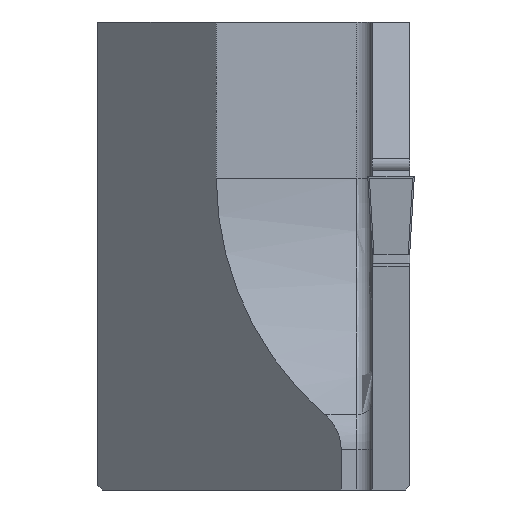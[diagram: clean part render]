
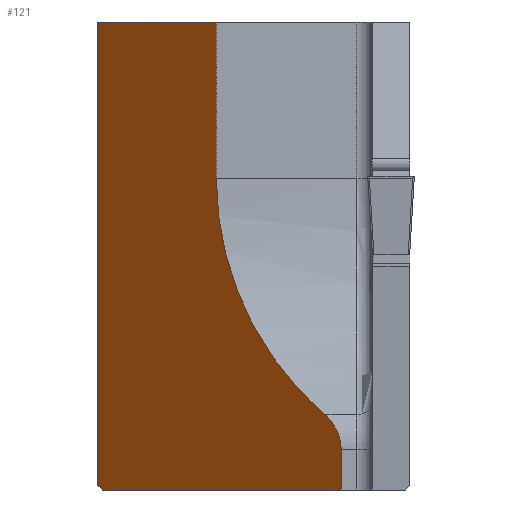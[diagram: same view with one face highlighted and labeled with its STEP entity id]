
A CAD part, left-side view. The second image highlights one B-rep face of the part: STEP entity #121.
In plain terms, the highlighted planar face has unit normal (-0.707, 0.707, 0).
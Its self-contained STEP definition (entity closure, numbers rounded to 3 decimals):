
#67=ELLIPSE('',#1311,4.243,3.);
#68=ELLIPSE('',#1314,28.284,20.);
#121=ADVANCED_FACE('',(#244),#185,.F.);
#185=PLANE('',#1328);
#244=FACE_OUTER_BOUND('',#314,.T.);
#314=EDGE_LOOP('',(#517,#518,#519,#520,#521,#522,#523,#524));
#517=ORIENTED_EDGE('',*,*,#914,.F.);
#518=ORIENTED_EDGE('',*,*,#855,.F.);
#519=ORIENTED_EDGE('',*,*,#869,.F.);
#520=ORIENTED_EDGE('',*,*,#863,.F.);
#521=ORIENTED_EDGE('',*,*,#889,.F.);
#522=ORIENTED_EDGE('',*,*,#916,.F.);
#523=ORIENTED_EDGE('',*,*,#908,.F.);
#524=ORIENTED_EDGE('',*,*,#912,.F.);
#742=VERTEX_POINT('',#1782);
#743=VERTEX_POINT('',#1784);
#749=VERTEX_POINT('',#1799);
#751=VERTEX_POINT('',#1802);
#769=VERTEX_POINT('',#1850);
#775=VERTEX_POINT('',#1888);
#776=VERTEX_POINT('',#1890);
#779=VERTEX_POINT('',#1897);
#855=EDGE_CURVE('',#742,#743,#1029,.T.);
#863=EDGE_CURVE('',#749,#751,#1036,.T.);
#869=EDGE_CURVE('',#751,#742,#1042,.T.);
#889=EDGE_CURVE('',#769,#749,#1060,.T.);
#908=EDGE_CURVE('',#775,#776,#67,.T.);
#912=EDGE_CURVE('',#779,#775,#68,.T.);
#914=EDGE_CURVE('',#743,#779,#1081,.T.);
#916=EDGE_CURVE('',#776,#769,#1083,.T.);
#1029=LINE('',#1783,#1161);
#1036=LINE('',#1801,#1168);
#1042=LINE('',#1813,#1174);
#1060=LINE('',#1851,#1192);
#1081=LINE('',#1901,#1213);
#1083=LINE('',#1904,#1215);
#1161=VECTOR('',#1420,1.);
#1168=VECTOR('',#1433,1.);
#1174=VECTOR('',#1443,1.);
#1192=VECTOR('',#1471,1.);
#1213=VECTOR('',#1530,1.);
#1215=VECTOR('',#1534,1.);
#1311=AXIS2_PLACEMENT_3D('',#1889,#1516,#1517);
#1314=AXIS2_PLACEMENT_3D('',#1898,#1524,#1525);
#1328=AXIS2_PLACEMENT_3D('',#1929,#1556,#1557);
#1420=DIRECTION('',(-0.707,-0.707,0.));
#1433=DIRECTION('',(0.577,0.577,0.577));
#1443=DIRECTION('',(0.,0.,1.));
#1471=DIRECTION('',(0.707,0.707,0.));
#1516=DIRECTION('',(0.707,-0.707,0.));
#1517=DIRECTION('',(-0.707,-0.707,0.));
#1524=DIRECTION('',(-0.707,0.707,0.));
#1525=DIRECTION('',(-0.707,-0.707,0.));
#1530=DIRECTION('',(0.,0.,-1.));
#1534=DIRECTION('',(0.,0.,-1.));
#1556=DIRECTION('',(0.707,-0.707,0.));
#1557=DIRECTION('',(0.707,0.707,0.));
#1782=CARTESIAN_POINT('',(28.6,0.,10.));
#1783=CARTESIAN_POINT('',(13.,-15.6,10.));
#1784=CARTESIAN_POINT('',(21.,-7.6,10.));
#1799=CARTESIAN_POINT('',(28.3,-0.3,-20.));
#1801=CARTESIAN_POINT('',(17.433,-11.167,-30.867));
#1802=CARTESIAN_POINT('',(28.6,0.,-19.7));
#1813=CARTESIAN_POINT('',(28.6,0.,-22.));
#1850=CARTESIAN_POINT('',(13.,-15.6,-20.));
#1851=CARTESIAN_POINT('',(13.,-15.6,-20.));
#1888=CARTESIAN_POINT('',(14.043,-14.557,-15.161));
#1889=CARTESIAN_POINT('',(16.,-12.6,-17.436));
#1890=CARTESIAN_POINT('',(13.,-15.6,-17.436));
#1897=CARTESIAN_POINT('',(21.,-7.6,0.));
#1898=CARTESIAN_POINT('',(1.,-27.6,0.));
#1901=CARTESIAN_POINT('',(21.,-7.6,-22.));
#1904=CARTESIAN_POINT('',(13.,-15.6,-22.));
#1929=CARTESIAN_POINT('',(13.,-15.6,-22.));
